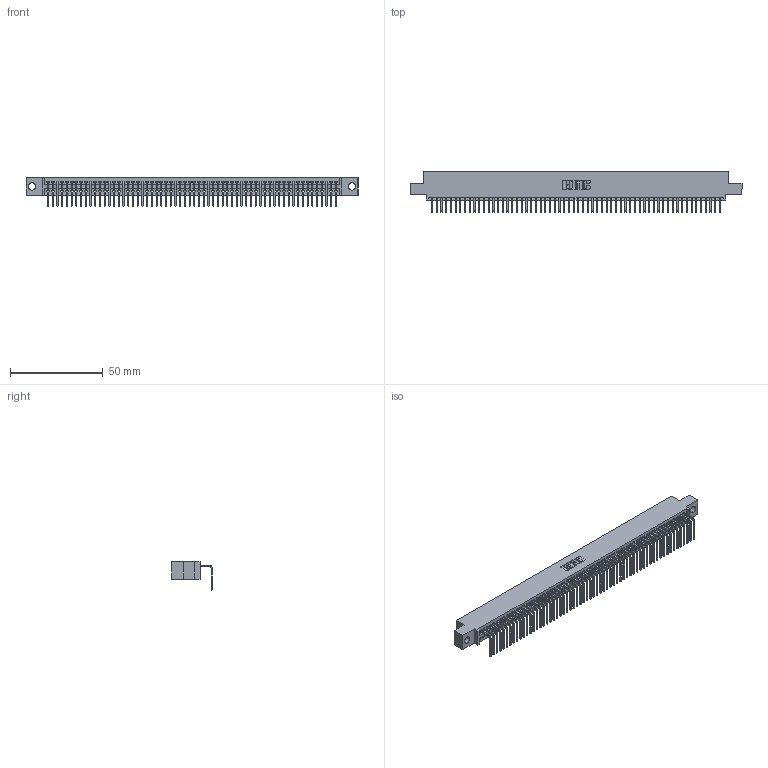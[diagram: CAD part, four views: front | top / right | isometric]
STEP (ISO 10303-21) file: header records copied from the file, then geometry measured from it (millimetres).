
FILE_DESCRIPTION (( 'STEP AP203' ), '1' );
FILE_NAME ('395-062-558-404.STEP', '2021-06-11T19:46:38', ( '' ), ( '' ), 'SwSTEP 2.0', 'SolidWorks 2020', '' );
FILE_SCHEMA (( 'CONFIG_CONTROL_DESIGN' ));
Length unit declared in the file: inch
Products named in the file (3): 345 Part_0.110 Offset - 0.156 Dia-TI; 345-292-001_558 Tail - 2; 395-062-558-404
Assembly tree (63 placements, depth 2):
  395-062-558-404
    345 Part_0.110 Offset - 0.156 Dia-TI
    345-292-001_558 Tail - 2  x62
Bounding box: 178.69 x 21.83 x 15.37 mm (x, y, z)
Volume: 17163.2 mm3; surface area: 24218.3 mm2
Topology: 63 solids, 63 shells, 3864 faces, 11673 edges, 7698 vertices
Faces by surface type: plane 2702, cylinder 1162
Entity records: 44605 total; most frequent: CARTESIAN_POINT 7736, ORIENTED_EDGE 7730, DIRECTION 6725, EDGE_CURVE 3865, VECTOR 3485, LINE 3485, VERTEX_POINT 2574, AXIS2_PLACEMENT_3D 1620
